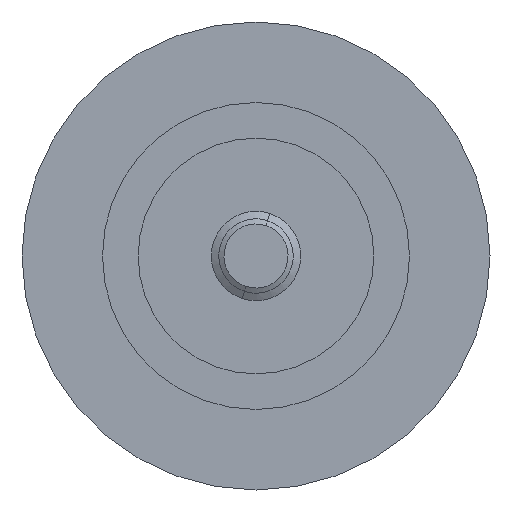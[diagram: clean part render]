
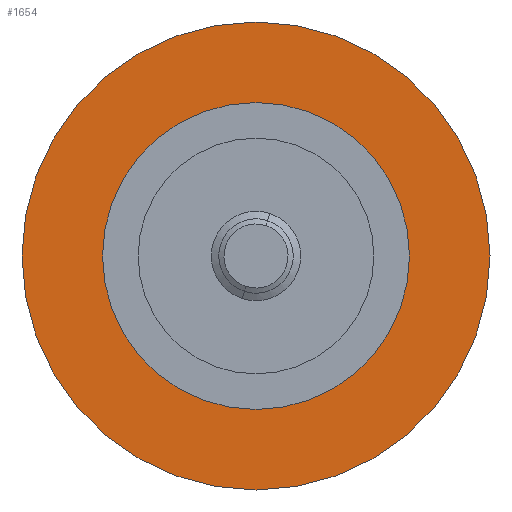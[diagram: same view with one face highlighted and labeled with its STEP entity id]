
A CAD part, front view. The second image highlights one B-rep face of the part: STEP entity #1654.
In plain terms, the highlighted planar face has unit normal (0, -1, 0).
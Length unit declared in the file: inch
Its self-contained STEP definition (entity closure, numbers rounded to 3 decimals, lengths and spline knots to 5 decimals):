
#14 = CIRCLE ( 'NONE', #2699, 0.515 ) ;
#34 = DIRECTION ( 'NONE',  ( 0., 1., 0. ) ) ;
#111 = AXIS2_PLACEMENT_3D ( 'NONE', #2099, #34, #1331 ) ;
#304 = PLANE ( 'NONE',  #775 ) ;
#320 = EDGE_CURVE ( 'NONE', #1098, #388, #14, .T. ) ;
#383 = DIRECTION ( 'NONE',  ( 0., 1., 0. ) ) ;
#388 = VERTEX_POINT ( 'NONE', #1716 ) ;
#399 = CIRCLE ( 'NONE', #111, 0.515 ) ;
#422 = VERTEX_POINT ( 'NONE', #2363 ) ;
#436 = DIRECTION ( 'NONE',  ( 0., 1., 0. ) ) ;
#458 = CARTESIAN_POINT ( 'NONE',  ( 0., 0., 0. ) ) ;
#498 = DIRECTION ( 'NONE',  ( 0., 1., 0. ) ) ;
#521 = CARTESIAN_POINT ( 'NONE',  ( 0., 0., 0. ) ) ;
#608 = ORIENTED_EDGE ( 'NONE', *, *, #965, .F. ) ;
#657 = EDGE_CURVE ( 'NONE', #388, #1098, #399, .T. ) ;
#661 = ORIENTED_EDGE ( 'NONE', *, *, #657, .T. ) ;
#756 = CARTESIAN_POINT ( 'NONE',  ( 0., 0., 0.785 ) ) ;
#775 = AXIS2_PLACEMENT_3D ( 'NONE', #2139, #2414, #1208 ) ;
#838 = DIRECTION ( 'NONE',  ( 0., 0., 1. ) ) ;
#965 = EDGE_CURVE ( 'NONE', #422, #2380, #2080, .T. ) ;
#1098 = VERTEX_POINT ( 'NONE', #1185 ) ;
#1164 = CIRCLE ( 'NONE', #1601, 0.785 ) ;
#1185 = CARTESIAN_POINT ( 'NONE',  ( 0., 0., 0.515 ) ) ;
#1208 = DIRECTION ( 'NONE',  ( 0., 0., -1. ) ) ;
#1331 = DIRECTION ( 'NONE',  ( 0., 0., 1. ) ) ;
#1601 = AXIS2_PLACEMENT_3D ( 'NONE', #521, #383, #838 ) ;
#1602 = EDGE_LOOP ( 'NONE', ( #2571, #608 ) ) ;
#1618 = DIRECTION ( 'NONE',  ( 0., 0., 1. ) ) ;
#1654 = ADVANCED_FACE ( 'NONE', ( #2860, #1714 ), #304, .T. ) ;
#1714 = FACE_OUTER_BOUND ( 'NONE', #1602, .T. ) ;
#1716 = CARTESIAN_POINT ( 'NONE',  ( 0., 0., -0.515 ) ) ;
#2029 = EDGE_CURVE ( 'NONE', #2380, #422, #1164, .T. ) ;
#2080 = CIRCLE ( 'NONE', #2129, 0.785 ) ;
#2099 = CARTESIAN_POINT ( 'NONE',  ( 0., 0., 0. ) ) ;
#2129 = AXIS2_PLACEMENT_3D ( 'NONE', #2729, #436, #2698 ) ;
#2139 = CARTESIAN_POINT ( 'NONE',  ( -0.785, 0., 0. ) ) ;
#2207 = ORIENTED_EDGE ( 'NONE', *, *, #320, .T. ) ;
#2363 = CARTESIAN_POINT ( 'NONE',  ( 0., 0., -0.785 ) ) ;
#2380 = VERTEX_POINT ( 'NONE', #756 ) ;
#2414 = DIRECTION ( 'NONE',  ( 0., -1., 0. ) ) ;
#2571 = ORIENTED_EDGE ( 'NONE', *, *, #2029, .F. ) ;
#2698 = DIRECTION ( 'NONE',  ( 0., 0., 1. ) ) ;
#2699 = AXIS2_PLACEMENT_3D ( 'NONE', #458, #498, #1618 ) ;
#2729 = CARTESIAN_POINT ( 'NONE',  ( 0., 0., 0. ) ) ;
#2860 = FACE_BOUND ( 'NONE', #2895, .T. ) ;
#2895 = EDGE_LOOP ( 'NONE', ( #2207, #661 ) ) ;
